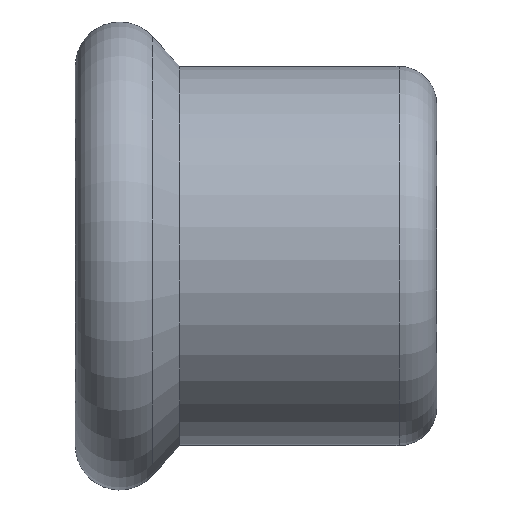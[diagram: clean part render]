
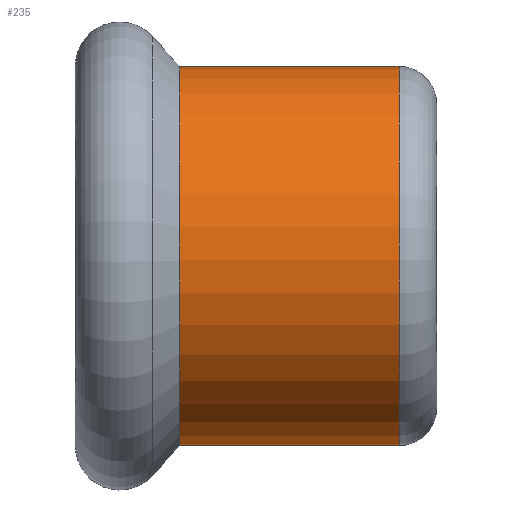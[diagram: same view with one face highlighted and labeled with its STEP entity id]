
A CAD part, front view. The second image highlights one B-rep face of the part: STEP entity #235.
In plain terms, the highlighted cylindrical face has radius 12.6 mm (diameter 25.2 mm), a full revolution.
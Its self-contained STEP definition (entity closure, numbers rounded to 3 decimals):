
#25=LINE('',#418,#32);
#32=VECTOR('',#333,12.6);
#39=CYLINDRICAL_SURFACE('',#279,12.6);
#43=FACE_OUTER_BOUND('',#59,.T.);
#59=EDGE_LOOP('',(#159,#160,#161,#162,#163));
#80=CIRCLE('',#280,12.6);
#81=CIRCLE('',#281,12.6);
#82=CIRCLE('',#282,12.6);
#103=VERTEX_POINT('',#415);
#104=VERTEX_POINT('',#417);
#105=VERTEX_POINT('',#419);
#124=EDGE_CURVE('',#103,#103,#80,.T.);
#125=EDGE_CURVE('',#103,#104,#25,.T.);
#126=EDGE_CURVE('',#104,#105,#81,.T.);
#127=EDGE_CURVE('',#105,#104,#82,.T.);
#159=ORIENTED_EDGE('',*,*,#124,.F.);
#160=ORIENTED_EDGE('',*,*,#125,.T.);
#161=ORIENTED_EDGE('',*,*,#126,.T.);
#162=ORIENTED_EDGE('',*,*,#127,.T.);
#163=ORIENTED_EDGE('',*,*,#125,.F.);
#235=ADVANCED_FACE('',(#43),#39,.T.);
#279=AXIS2_PLACEMENT_3D('',#414,#329,#330);
#280=AXIS2_PLACEMENT_3D('',#416,#331,#332);
#281=AXIS2_PLACEMENT_3D('',#420,#334,#335);
#282=AXIS2_PLACEMENT_3D('',#421,#336,#337);
#329=DIRECTION('center_axis',(-1.,0.,0.));
#330=DIRECTION('ref_axis',(0.,0.878,-0.479));
#331=DIRECTION('center_axis',(-1.,0.,0.));
#332=DIRECTION('ref_axis',(0.,1.,0.));
#333=DIRECTION('',(1.,0.,0.));
#334=DIRECTION('center_axis',(-1.,0.,0.));
#335=DIRECTION('ref_axis',(0.,1.,0.));
#336=DIRECTION('center_axis',(-1.,0.,0.));
#337=DIRECTION('ref_axis',(0.,1.,0.));
#414=CARTESIAN_POINT('Origin',(-2.298,0.,0.));
#415=CARTESIAN_POINT('',(-17.053,-11.058,6.041));
#416=CARTESIAN_POINT('Origin',(-17.053,0.,0.));
#417=CARTESIAN_POINT('',(-2.473,-11.058,6.041));
#418=CARTESIAN_POINT('',(-2.298,-11.058,6.041));
#419=CARTESIAN_POINT('',(-2.473,-6.041,-11.058));
#420=CARTESIAN_POINT('Origin',(-2.473,0.,0.));
#421=CARTESIAN_POINT('Origin',(-2.473,0.,0.));
